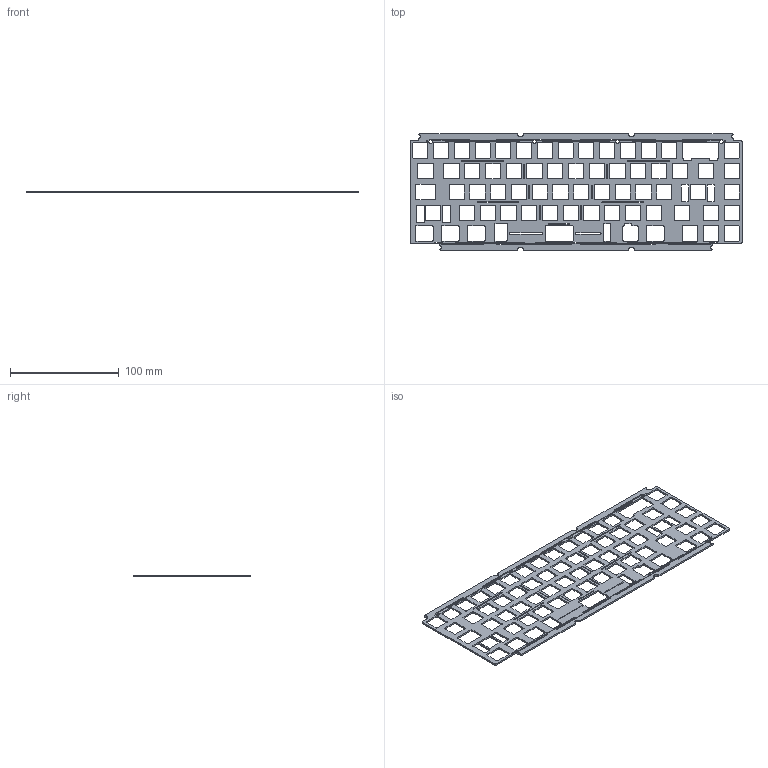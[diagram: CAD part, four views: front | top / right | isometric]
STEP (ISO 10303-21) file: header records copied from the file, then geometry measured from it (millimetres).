
FILE_DESCRIPTION(/* description */ (''),/* implementation_level */ '2;1');
FILE_NAME(/* name */ 'Lilith-Plate.step',/* time_stamp */ '2022-01-08T05:51:52+07:00',/* author */ (''),/* organization */ (''),/* preprocessor_version */ 'ST-DEVELOPER v18.1',/* originating_system */ 'Autodesk Translation Framework v10.10.0.1391',/* authorisation */ '');
FILE_SCHEMA (('AUTOMOTIVE_DESIGN { 1 0 10303 214 3 1 1 }'));
Length unit declared in the file: millimetre
Products named in the file (1): Lilith-Plate
Bounding box: 304.8 x 106.75 x 1.5 mm (x, y, z)
Volume: 24861.3 mm3; surface area: 44028.1 mm2
Topology: 1 solids, 1 shells, 904 faces, 2706 edges, 1804 vertices
Faces by surface type: cylinder 458, plane 446
Entity records: 31146 total; most frequent: DIRECTION 5432, CARTESIAN_POINT 5415, ORIENTED_EDGE 5412, EDGE_CURVE 2706, AXIS2_PLACEMENT_3D 1821, VERTEX_POINT 1804, LINE 1790, VECTOR 1790
